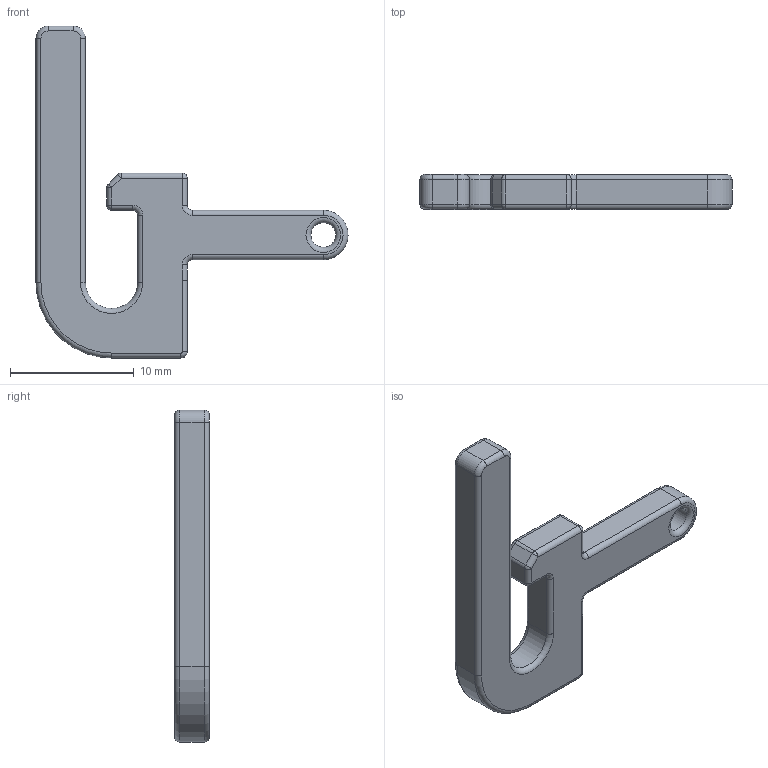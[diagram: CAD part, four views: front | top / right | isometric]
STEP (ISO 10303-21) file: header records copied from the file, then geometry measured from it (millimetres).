
FILE_DESCRIPTION(('FreeCAD Model'),'2;1');
FILE_NAME('Open CASCADE Shape Model','2025-12-26T15:18:03',(''),(''), 'Open CASCADE STEP processor 7.8','FreeCAD','Unknown');
FILE_SCHEMA(('AUTOMOTIVE_DESIGN { 1 0 10303 214 1 1 1 1 }'));
Length unit declared in the file: millimetre
Products named in the file (1): VerticalLockKey
Bounding box: 25.22 x 2.8 x 26.83 mm (x, y, z)
Volume: 639.5 mm3; surface area: 778.9 mm2
Topology: 1 solids, 1 shells, 86 faces, 196 edges, 104 vertices
Faces by surface type: cylinder 42, torus 18, plane 16, sphere 8, revolution 2
Full cylindrical faces by diameter (mm): 2 x1
Entity records: 2364 total; most frequent: DIRECTION 464, CARTESIAN_POINT 393, ORIENTED_EDGE 376, AXIS2_PLACEMENT_3D 189, EDGE_CURVE 188, VERTEX_POINT 104, CIRCLE 104, FACE_BOUND 88
